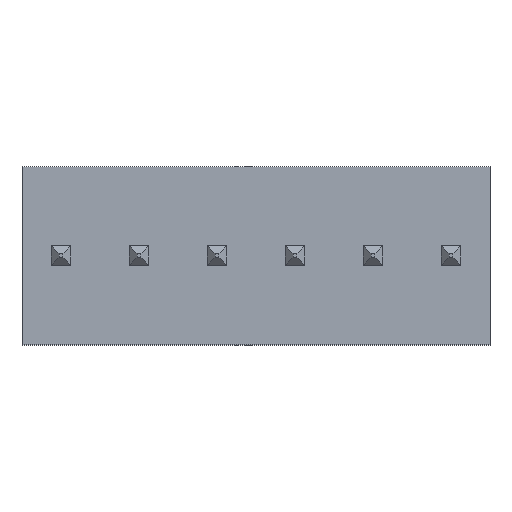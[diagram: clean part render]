
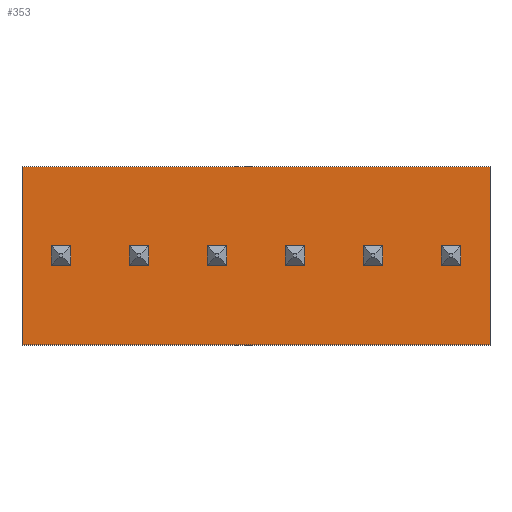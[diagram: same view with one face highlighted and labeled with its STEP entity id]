
A CAD part, top view. The second image highlights one B-rep face of the part: STEP entity #353.
In plain terms, the highlighted planar face has unit normal (0, 0, 1).
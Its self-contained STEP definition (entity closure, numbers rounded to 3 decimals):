
#39 = VERTEX_POINT('',#40);
#40 = CARTESIAN_POINT('',(0.,0.,3.17));
#47 = PLANE('',#48);
#48 = AXIS2_PLACEMENT_3D('',#49,#50,#51);
#49 = CARTESIAN_POINT('',(0.,0.,0.));
#50 = DIRECTION('',(1.,0.,-0.));
#51 = DIRECTION('',(0.,0.,1.));
#59 = PLANE('',#60);
#60 = AXIS2_PLACEMENT_3D('',#61,#62,#63);
#61 = CARTESIAN_POINT('',(0.,0.,0.));
#62 = DIRECTION('',(-0.,1.,0.));
#63 = DIRECTION('',(0.,0.,1.));
#100 = VERTEX_POINT('',#101);
#101 = CARTESIAN_POINT('',(0.,5.8,3.17));
#115 = PLANE('',#116);
#116 = AXIS2_PLACEMENT_3D('',#117,#118,#119);
#117 = CARTESIAN_POINT('',(0.,5.8,0.));
#118 = DIRECTION('',(-0.,1.,0.));
#119 = DIRECTION('',(0.,0.,1.));
#127 = EDGE_CURVE('',#39,#100,#128,.T.);
#128 = SURFACE_CURVE('',#129,(#133,#140),.PCURVE_S1.);
#129 = LINE('',#130,#131);
#130 = CARTESIAN_POINT('',(0.,0.,3.17));
#131 = VECTOR('',#132,1.);
#132 = DIRECTION('',(-0.,1.,0.));
#133 = PCURVE('',#47,#134);
#134 = DEFINITIONAL_REPRESENTATION('',(#135),#139);
#135 = LINE('',#136,#137);
#136 = CARTESIAN_POINT('',(3.17,0.));
#137 = VECTOR('',#138,1.);
#138 = DIRECTION('',(0.,-1.));
#139 = ( GEOMETRIC_REPRESENTATION_CONTEXT(2) 
PARAMETRIC_REPRESENTATION_CONTEXT() REPRESENTATION_CONTEXT('2D SPACE',''
  ) );
#140 = PCURVE('',#141,#146);
#141 = PLANE('',#142);
#142 = AXIS2_PLACEMENT_3D('',#143,#144,#145);
#143 = CARTESIAN_POINT('',(0.,0.,3.17));
#144 = DIRECTION('',(0.,0.,1.));
#145 = DIRECTION('',(1.,0.,-0.));
#146 = DEFINITIONAL_REPRESENTATION('',(#147),#151);
#147 = LINE('',#148,#149);
#148 = CARTESIAN_POINT('',(0.,0.));
#149 = VECTOR('',#150,1.);
#150 = DIRECTION('',(0.,1.));
#151 = ( GEOMETRIC_REPRESENTATION_CONTEXT(2) 
PARAMETRIC_REPRESENTATION_CONTEXT() REPRESENTATION_CONTEXT('2D SPACE',''
  ) );
#159 = VERTEX_POINT('',#160);
#160 = CARTESIAN_POINT('',(15.24,0.,3.17));
#167 = PLANE('',#168);
#168 = AXIS2_PLACEMENT_3D('',#169,#170,#171);
#169 = CARTESIAN_POINT('',(15.24,0.,0.));
#170 = DIRECTION('',(1.,0.,-0.));
#171 = DIRECTION('',(0.,0.,1.));
#210 = VERTEX_POINT('',#211);
#211 = CARTESIAN_POINT('',(15.24,5.8,3.17));
#232 = EDGE_CURVE('',#159,#210,#233,.T.);
#233 = SURFACE_CURVE('',#234,(#238,#245),.PCURVE_S1.);
#234 = LINE('',#235,#236);
#235 = CARTESIAN_POINT('',(15.24,0.,3.17));
#236 = VECTOR('',#237,1.);
#237 = DIRECTION('',(0.,1.,0.));
#238 = PCURVE('',#167,#239);
#239 = DEFINITIONAL_REPRESENTATION('',(#240),#244);
#240 = LINE('',#241,#242);
#241 = CARTESIAN_POINT('',(3.17,0.));
#242 = VECTOR('',#243,1.);
#243 = DIRECTION('',(0.,-1.));
#244 = ( GEOMETRIC_REPRESENTATION_CONTEXT(2) 
PARAMETRIC_REPRESENTATION_CONTEXT() REPRESENTATION_CONTEXT('2D SPACE',''
  ) );
#245 = PCURVE('',#141,#246);
#246 = DEFINITIONAL_REPRESENTATION('',(#247),#251);
#247 = LINE('',#248,#249);
#248 = CARTESIAN_POINT('',(15.24,0.));
#249 = VECTOR('',#250,1.);
#250 = DIRECTION('',(0.,1.));
#251 = ( GEOMETRIC_REPRESENTATION_CONTEXT(2) 
PARAMETRIC_REPRESENTATION_CONTEXT() REPRESENTATION_CONTEXT('2D SPACE',''
  ) );
#278 = EDGE_CURVE('',#39,#159,#279,.T.);
#279 = SURFACE_CURVE('',#280,(#284,#291),.PCURVE_S1.);
#280 = LINE('',#281,#282);
#281 = CARTESIAN_POINT('',(0.,0.,3.17));
#282 = VECTOR('',#283,1.);
#283 = DIRECTION('',(1.,0.,-0.));
#284 = PCURVE('',#59,#285);
#285 = DEFINITIONAL_REPRESENTATION('',(#286),#290);
#286 = LINE('',#287,#288);
#287 = CARTESIAN_POINT('',(3.17,0.));
#288 = VECTOR('',#289,1.);
#289 = DIRECTION('',(0.,1.));
#290 = ( GEOMETRIC_REPRESENTATION_CONTEXT(2) 
PARAMETRIC_REPRESENTATION_CONTEXT() REPRESENTATION_CONTEXT('2D SPACE',''
  ) );
#291 = PCURVE('',#141,#292);
#292 = DEFINITIONAL_REPRESENTATION('',(#293),#297);
#293 = LINE('',#294,#295);
#294 = CARTESIAN_POINT('',(0.,0.));
#295 = VECTOR('',#296,1.);
#296 = DIRECTION('',(1.,0.));
#297 = ( GEOMETRIC_REPRESENTATION_CONTEXT(2) 
PARAMETRIC_REPRESENTATION_CONTEXT() REPRESENTATION_CONTEXT('2D SPACE',''
  ) );
#325 = EDGE_CURVE('',#100,#210,#326,.T.);
#326 = SURFACE_CURVE('',#327,(#331,#338),.PCURVE_S1.);
#327 = LINE('',#328,#329);
#328 = CARTESIAN_POINT('',(0.,5.8,3.17));
#329 = VECTOR('',#330,1.);
#330 = DIRECTION('',(1.,0.,-0.));
#331 = PCURVE('',#115,#332);
#332 = DEFINITIONAL_REPRESENTATION('',(#333),#337);
#333 = LINE('',#334,#335);
#334 = CARTESIAN_POINT('',(3.17,0.));
#335 = VECTOR('',#336,1.);
#336 = DIRECTION('',(0.,1.));
#337 = ( GEOMETRIC_REPRESENTATION_CONTEXT(2) 
PARAMETRIC_REPRESENTATION_CONTEXT() REPRESENTATION_CONTEXT('2D SPACE',''
  ) );
#338 = PCURVE('',#141,#339);
#339 = DEFINITIONAL_REPRESENTATION('',(#340),#344);
#340 = LINE('',#341,#342);
#341 = CARTESIAN_POINT('',(0.,5.8));
#342 = VECTOR('',#343,1.);
#343 = DIRECTION('',(1.,0.));
#344 = ( GEOMETRIC_REPRESENTATION_CONTEXT(2) 
PARAMETRIC_REPRESENTATION_CONTEXT() REPRESENTATION_CONTEXT('2D SPACE',''
  ) );
#353 = ADVANCED_FACE('',(#354),#141,.T.);
#354 = FACE_BOUND('',#355,.T.);
#355 = EDGE_LOOP('',(#356,#357,#358,#359));
#356 = ORIENTED_EDGE('',*,*,#127,.F.);
#357 = ORIENTED_EDGE('',*,*,#278,.T.);
#358 = ORIENTED_EDGE('',*,*,#232,.T.);
#359 = ORIENTED_EDGE('',*,*,#325,.F.);
